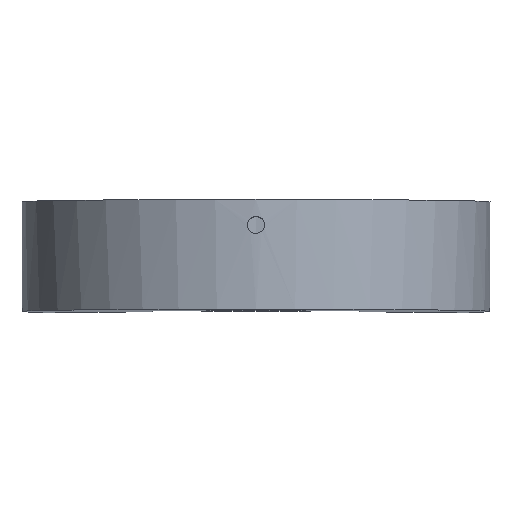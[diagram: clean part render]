
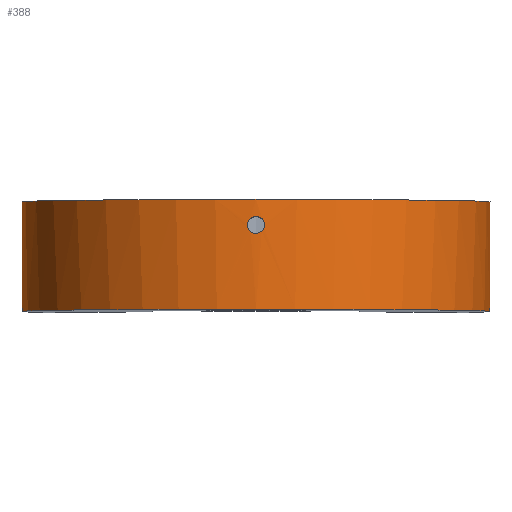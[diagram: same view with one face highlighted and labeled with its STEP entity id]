
A CAD part, top view. The second image highlights one B-rep face of the part: STEP entity #388.
In plain terms, the highlighted cylindrical face has radius 27.4 mm (diameter 54.8 mm), a full revolution.
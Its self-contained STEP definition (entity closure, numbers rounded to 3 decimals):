
#24=FACE_BOUND('',#99,.T.);
#26=CIRCLE('',#411,27.4);
#27=CIRCLE('',#412,27.4);
#36=CIRCLE('',#427,27.4);
#37=CIRCLE('',#429,27.4);
#75=FACE_OUTER_BOUND('',#98,.T.);
#98=EDGE_LOOP('',(#356,#357,#358,#359,#360,#361,#362,#363));
#99=EDGE_LOOP('',(#364,#365));
#105=LINE('',#786,#125);
#112=LINE('',#828,#132);
#119=LINE('',#872,#139);
#125=VECTOR('',#451,10.);
#132=VECTOR('',#482,10.);
#139=VECTOR('',#517,24.4);
#140=B_SPLINE_CURVE_WITH_KNOTS('',3,(#522,#523,#524,#525,#526,#527,#528,
#529,#530,#531,#532,#533,#534,#535,#536,#537,#538,#539,#540,#541,#542,#543,
#544,#545,#546,#547,#548),.UNSPECIFIED.,.F.,.F.,(4,2,2,2,2,2,2,2,3,2,2,
2,4),(0.301,0.339,0.377,0.414,
0.452,0.49,0.527,0.565,
0.603,0.64,0.678,0.716,
0.753),.UNSPECIFIED.);
#141=B_SPLINE_CURVE_WITH_KNOTS('',3,(#549,#550,#551,#552,#553,#554,#555,
#556,#557,#558),.UNSPECIFIED.,.F.,.F.,(4,2,2,2,4),(0.151,0.188,
0.226,0.264,0.301),.UNSPECIFIED.);
#152=VERTEX_POINT('',#520);
#153=VERTEX_POINT('',#521);
#169=VERTEX_POINT('',#780);
#170=VERTEX_POINT('',#785);
#175=VERTEX_POINT('',#803);
#176=VERTEX_POINT('',#805);
#184=VERTEX_POINT('',#827);
#190=VERTEX_POINT('',#863);
#192=EDGE_CURVE('',#152,#153,#140,.F.);
#193=EDGE_CURVE('',#153,#152,#141,.F.);
#213=EDGE_CURVE('',#170,#169,#105,.F.);
#220=EDGE_CURVE('',#175,#170,#26,.F.);
#221=EDGE_CURVE('',#176,#175,#27,.F.);
#231=EDGE_CURVE('',#184,#176,#112,.F.);
#244=EDGE_CURVE('',#169,#184,#36,.F.);
#245=EDGE_CURVE('',#190,#190,#37,.F.);
#249=EDGE_CURVE('',#190,#175,#119,.T.);
#356=ORIENTED_EDGE('',*,*,#245,.F.);
#357=ORIENTED_EDGE('',*,*,#249,.T.);
#358=ORIENTED_EDGE('',*,*,#220,.T.);
#359=ORIENTED_EDGE('',*,*,#213,.T.);
#360=ORIENTED_EDGE('',*,*,#244,.T.);
#361=ORIENTED_EDGE('',*,*,#231,.T.);
#362=ORIENTED_EDGE('',*,*,#221,.T.);
#363=ORIENTED_EDGE('',*,*,#249,.F.);
#364=ORIENTED_EDGE('',*,*,#192,.T.);
#365=ORIENTED_EDGE('',*,*,#193,.T.);
#371=CYLINDRICAL_SURFACE('',#433,27.4);
#388=ADVANCED_FACE('',(#75,#24),#371,.T.);
#411=AXIS2_PLACEMENT_3D('',#804,#461,#462);
#412=AXIS2_PLACEMENT_3D('',#806,#463,#464);
#427=AXIS2_PLACEMENT_3D('',#861,#501,#502);
#429=AXIS2_PLACEMENT_3D('',#864,#505,#506);
#433=AXIS2_PLACEMENT_3D('',#871,#515,#516);
#451=DIRECTION('',(0.,1.,-0.009));
#461=DIRECTION('center_axis',(0.,-1.,0.009));
#462=DIRECTION('ref_axis',(0.,0.009,1.));
#463=DIRECTION('center_axis',(0.,-1.,0.009));
#464=DIRECTION('ref_axis',(0.,0.009,1.));
#482=DIRECTION('',(0.,-1.,0.009));
#501=DIRECTION('center_axis',(0.,-1.,0.009));
#502=DIRECTION('ref_axis',(0.,0.009,1.));
#505=DIRECTION('center_axis',(0.,-1.,0.009));
#506=DIRECTION('ref_axis',(0.,0.009,1.));
#515=DIRECTION('center_axis',(0.,1.,-0.009));
#516=DIRECTION('ref_axis',(0.,0.009,1.));
#517=DIRECTION('',(0.,-1.,0.009));
#520=CARTESIAN_POINT('',(-0.247,-23.636,66.268));
#521=CARTESIAN_POINT('',(0.753,-22.636,66.241));
#522=CARTESIAN_POINT('Ctrl Pts',(0.753,-22.636,66.241));
#523=CARTESIAN_POINT('Ctrl Pts',(0.753,-22.511,66.24));
#524=CARTESIAN_POINT('Ctrl Pts',(0.728,-22.377,66.24));
#525=CARTESIAN_POINT('Ctrl Pts',(0.626,-22.13,66.241));
#526=CARTESIAN_POINT('Ctrl Pts',(0.549,-22.018,66.243));
#527=CARTESIAN_POINT('Ctrl Pts',(0.371,-21.84,66.246));
#528=CARTESIAN_POINT('Ctrl Pts',(0.259,-21.763,66.248));
#529=CARTESIAN_POINT('Ctrl Pts',(0.012,-21.661,66.25));
#530=CARTESIAN_POINT('Ctrl Pts',(-0.122,-21.636,66.251));
#531=CARTESIAN_POINT('Ctrl Pts',(-0.373,-21.636,66.251));
#532=CARTESIAN_POINT('Ctrl Pts',(-0.507,-21.661,66.25));
#533=CARTESIAN_POINT('Ctrl Pts',(-0.753,-21.763,66.248));
#534=CARTESIAN_POINT('Ctrl Pts',(-0.866,-21.84,66.246));
#535=CARTESIAN_POINT('Ctrl Pts',(-1.043,-22.018,66.243));
#536=CARTESIAN_POINT('Ctrl Pts',(-1.12,-22.13,66.241));
#537=CARTESIAN_POINT('Ctrl Pts',(-1.222,-22.377,66.24));
#538=CARTESIAN_POINT('Ctrl Pts',(-1.247,-22.511,66.24));
#539=CARTESIAN_POINT('Ctrl Pts',(-1.247,-22.636,66.241));
#540=CARTESIAN_POINT('Ctrl Pts',(-1.247,-22.762,66.243));
#541=CARTESIAN_POINT('Ctrl Pts',(-1.222,-22.896,66.245));
#542=CARTESIAN_POINT('Ctrl Pts',(-1.12,-23.142,66.25));
#543=CARTESIAN_POINT('Ctrl Pts',(-1.043,-23.255,66.254));
#544=CARTESIAN_POINT('Ctrl Pts',(-0.866,-23.432,66.26));
#545=CARTESIAN_POINT('Ctrl Pts',(-0.753,-23.509,66.263));
#546=CARTESIAN_POINT('Ctrl Pts',(-0.507,-23.611,66.267));
#547=CARTESIAN_POINT('Ctrl Pts',(-0.373,-23.636,66.268));
#548=CARTESIAN_POINT('Ctrl Pts',(-0.247,-23.636,66.268));
#549=CARTESIAN_POINT('Ctrl Pts',(-0.247,-23.636,66.268));
#550=CARTESIAN_POINT('Ctrl Pts',(-0.122,-23.636,66.268));
#551=CARTESIAN_POINT('Ctrl Pts',(0.012,-23.611,66.267));
#552=CARTESIAN_POINT('Ctrl Pts',(0.259,-23.509,66.263));
#553=CARTESIAN_POINT('Ctrl Pts',(0.371,-23.432,66.26));
#554=CARTESIAN_POINT('Ctrl Pts',(0.549,-23.255,66.254));
#555=CARTESIAN_POINT('Ctrl Pts',(0.626,-23.142,66.25));
#556=CARTESIAN_POINT('Ctrl Pts',(0.728,-22.896,66.245));
#557=CARTESIAN_POINT('Ctrl Pts',(0.753,-22.762,66.243));
#558=CARTESIAN_POINT('Ctrl Pts',(0.753,-22.636,66.241));
#780=CARTESIAN_POINT('',(-24.88,-32.834,26.947));
#785=CARTESIAN_POINT('',(-24.88,-25.992,26.888));
#786=CARTESIAN_POINT('',(-24.88,-26.4,26.891));
#803=CARTESIAN_POINT('',(-0.247,-26.126,11.488));
#804=CARTESIAN_POINT('Origin',(-0.247,-25.887,38.887));
#805=CARTESIAN_POINT('',(24.385,-25.992,26.888));
#806=CARTESIAN_POINT('Origin',(-0.247,-25.887,38.887));
#827=CARTESIAN_POINT('',(24.385,-32.834,26.947));
#828=CARTESIAN_POINT('',(24.385,-26.4,26.891));
#861=CARTESIAN_POINT('Origin',(-0.247,-32.73,38.947));
#863=CARTESIAN_POINT('',(-0.247,-20.127,11.436));
#864=CARTESIAN_POINT('Origin',(-0.247,-19.888,38.835));
#871=CARTESIAN_POINT('Origin',(-0.247,-26.296,38.891));
#872=CARTESIAN_POINT('',(-0.247,-26.535,11.492));
